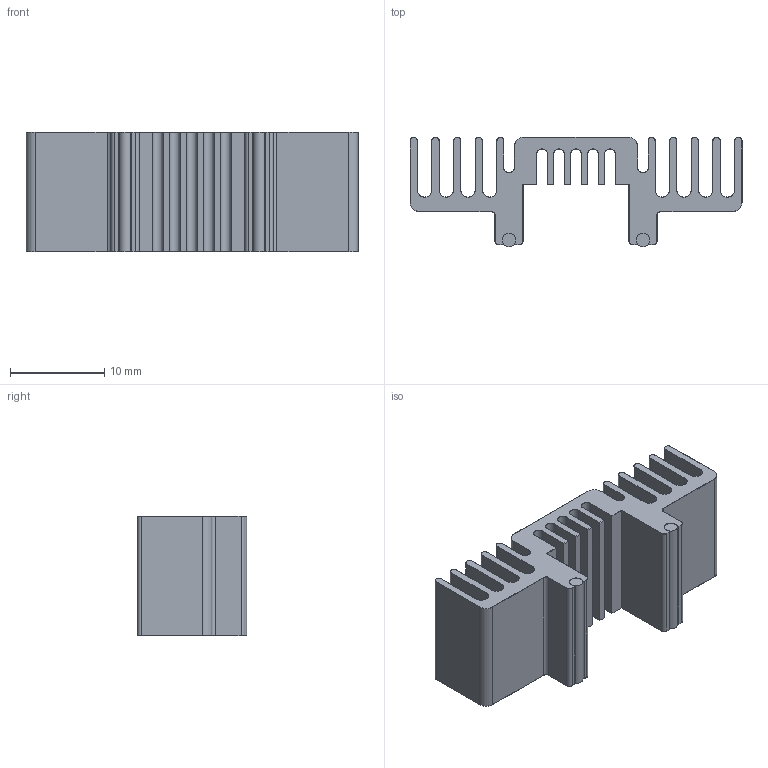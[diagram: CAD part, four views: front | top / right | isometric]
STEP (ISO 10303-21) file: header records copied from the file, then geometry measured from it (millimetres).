
FILE_DESCRIPTION (( 'STEP AP214' ), '1' );
FILE_NAME ('DV-T263-301E-TR.STEP', '2024-06-04T08:19:01', ( '' ), ( '' ), 'SwSTEP 2.0', 'SolidWorks 2016', '' );
FILE_SCHEMA (( 'AUTOMOTIVE_DESIGN' ));
Length unit declared in the file: millimetre
Products named in the file (1): DV-T263-301E-TR
Bounding box: 35.2 x 11.6 x 12.7 mm (x, y, z)
Volume: 2063.4 mm3; surface area: 3598.1 mm2
Topology: 3 solids, 3 shells, 298 faces, 686 edges, 394 vertices
Faces by surface type: plane 153, cone 94, cylinder 51
Entity records: 8328 total; most frequent: DIRECTION 1482, CARTESIAN_POINT 1379, ORIENTED_EDGE 1372, EDGE_CURVE 686, AXIS2_PLACEMENT_3D 497, VECTOR 488, LINE 488, VERTEX_POINT 394
